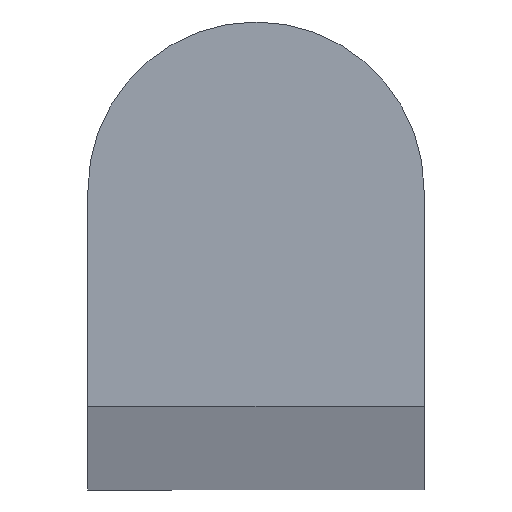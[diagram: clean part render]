
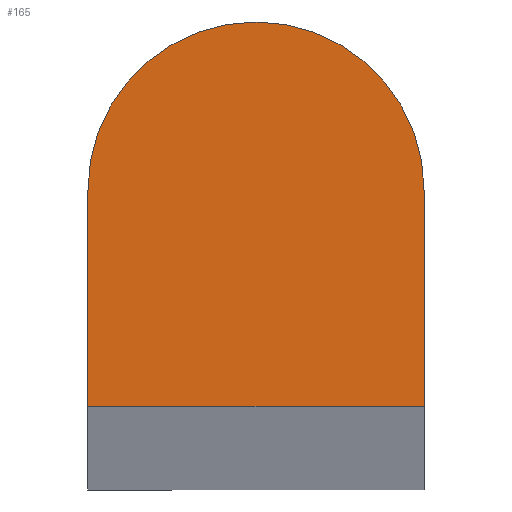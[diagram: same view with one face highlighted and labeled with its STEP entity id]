
A CAD part, top view. The second image highlights one B-rep face of the part: STEP entity #165.
In plain terms, the highlighted planar face has unit normal (0, 0, 1).
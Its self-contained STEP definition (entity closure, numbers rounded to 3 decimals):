
#7 = CARTESIAN_POINT ( 'NONE',  ( -3.5, 4.5, 500. ) ) ;
#13 = LINE ( 'NONE', #54, #98 ) ;
#23 = CARTESIAN_POINT ( 'NONE',  ( 3.5, 0., 500. ) ) ;
#25 = ORIENTED_EDGE ( 'NONE', *, *, #169, .T. ) ;
#26 = DIRECTION ( 'NONE',  ( 1., 0., 0. ) ) ;
#29 = VERTEX_POINT ( 'NONE', #23 ) ;
#34 = DIRECTION ( 'NONE',  ( 1., 0., 0. ) ) ;
#35 = VERTEX_POINT ( 'NONE', #65 ) ;
#37 = DIRECTION ( 'NONE',  ( 0., 0., 1. ) ) ;
#44 = VERTEX_POINT ( 'NONE', #57 ) ;
#45 = VERTEX_POINT ( 'NONE', #7 ) ;
#54 = CARTESIAN_POINT ( 'NONE',  ( -3.5, 0., 500. ) ) ;
#56 = EDGE_LOOP ( 'NONE', ( #83, #66, #25, #70 ) ) ;
#57 = CARTESIAN_POINT ( 'NONE',  ( 3.5, 4.5, 500. ) ) ;
#65 = CARTESIAN_POINT ( 'NONE',  ( -3.5, 0., 500. ) ) ;
#66 = ORIENTED_EDGE ( 'NONE', *, *, #154, .T. ) ;
#68 = DIRECTION ( 'NONE',  ( 1., 0., 0. ) ) ;
#69 = DIRECTION ( 'NONE',  ( 0., 0., 1. ) ) ;
#70 = ORIENTED_EDGE ( 'NONE', *, *, #158, .T. ) ;
#78 = CARTESIAN_POINT ( 'NONE',  ( 0., 4.5, 500. ) ) ;
#81 = CARTESIAN_POINT ( 'NONE',  ( 0., 4.5, 500. ) ) ;
#83 = ORIENTED_EDGE ( 'NONE', *, *, #168, .T. ) ;
#86 = PLANE ( 'NONE',  #95 ) ;
#95 = AXIS2_PLACEMENT_3D ( 'NONE', #81, #37, #26 ) ;
#98 = VECTOR ( 'NONE', #34, 1000. ) ;
#102 = FACE_OUTER_BOUND ( 'NONE', #56, .T. ) ;
#105 = AXIS2_PLACEMENT_3D ( 'NONE', #78, #69, #68 ) ;
#107 = VECTOR ( 'NONE', #193, 1000. ) ;
#129 = VECTOR ( 'NONE', #196, 1000. ) ;
#154 = EDGE_CURVE ( 'NONE', #35, #29, #13, .T. ) ;
#158 = EDGE_CURVE ( 'NONE', #44, #45, #162, .T. ) ;
#162 = CIRCLE ( 'NONE', #105, 3.5 ) ;
#165 = ADVANCED_FACE ( 'NONE', ( #102 ), #86, .T. ) ;
#168 = EDGE_CURVE ( 'NONE', #45, #35, #201, .T. ) ;
#169 = EDGE_CURVE ( 'NONE', #29, #44, #215, .T. ) ;
#193 = DIRECTION ( 'NONE',  ( 0., 1., 0. ) ) ;
#194 = CARTESIAN_POINT ( 'NONE',  ( 3.5, 0., 500. ) ) ;
#196 = DIRECTION ( 'NONE',  ( 0., -1., 0. ) ) ;
#197 = CARTESIAN_POINT ( 'NONE',  ( -3.5, 0., 500. ) ) ;
#201 = LINE ( 'NONE', #197, #129 ) ;
#215 = LINE ( 'NONE', #194, #107 ) ;
